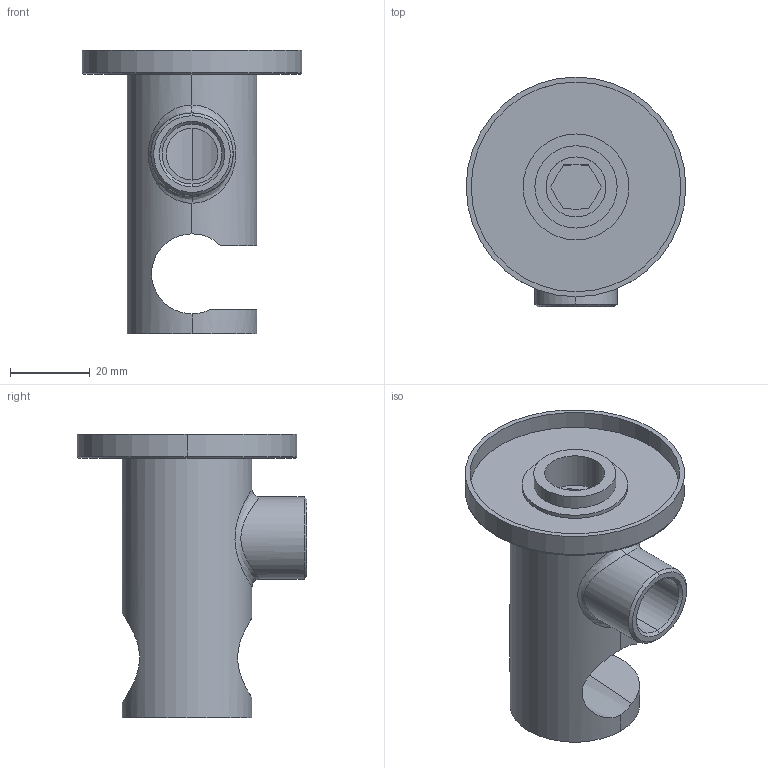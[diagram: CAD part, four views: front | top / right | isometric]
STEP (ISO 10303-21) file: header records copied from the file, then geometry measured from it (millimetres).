
FILE_DESCRIPTION((''),'2;1');
FILE_NAME('ZSUP031CR','2021-05-05T11:26:55',('ut3'),('PAFFONI SpA'),'CREO PARAMETRIC BY PTC INC, 2020044','CREO PARAMETRIC BY PTC INC, 2020044','');
FILE_SCHEMA(('CONFIG_CONTROL_DESIGN','SHAPE_APPEARANCE_LAYERS_GROUPS'));
Length unit declared in the file: millimetre
Products named in the file (1): ZSUP031CR
Bounding box: 55 x 57.5 x 71 mm (x, y, z)
Volume: 26462.7 mm3; surface area: 21828.7 mm2
Topology: 1 solids, 3 shells, 90 faces, 206 edges, 130 vertices
Faces by surface type: cylinder 39, plane 30, cone 13, torus 6, bspline 2
Entity records: 3762 total; most frequent: CARTESIAN_POINT 955, DIRECTION 468, ORIENTED_EDGE 412, EDGE_CURVE 206, AXIS2_PLACEMENT_3D 189, VERTEX_POINT 130, EDGE_LOOP 104, CIRCLE 100
